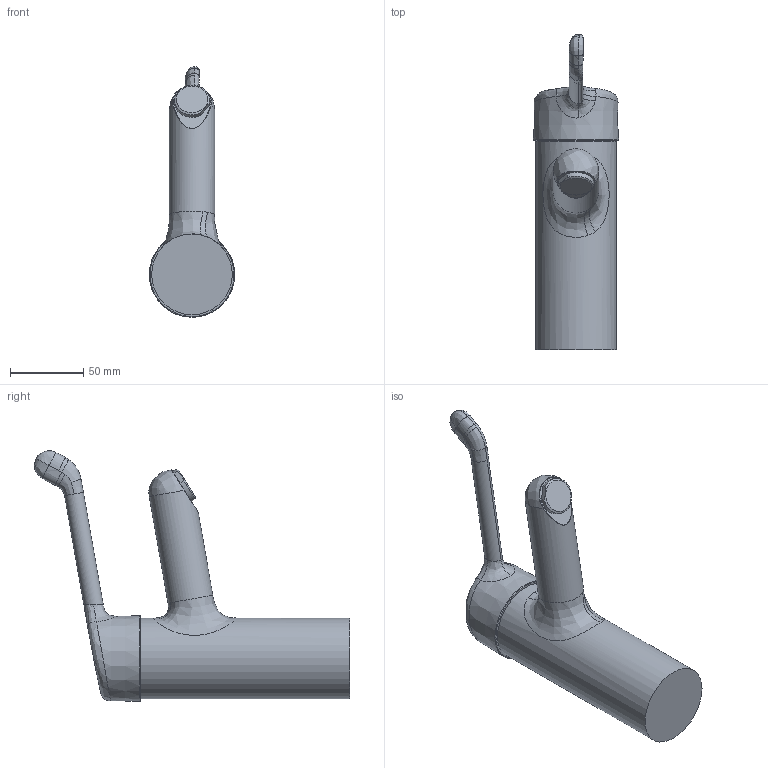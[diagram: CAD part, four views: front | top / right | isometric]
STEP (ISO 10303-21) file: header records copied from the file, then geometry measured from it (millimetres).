
FILE_DESCRIPTION (( 'STEP AP203' ), '1' );
FILE_NAME ('01712192+5510C.STEP', '2017-03-09T05:38:44', ( '' ), ( '' ), 'SwSTEP 2.0', 'SolidWorks 2016', '' );
FILE_SCHEMA (( 'CONFIG_CONTROL_DESIGN' ));
Length unit declared in the file: millimetre
Products named in the file (1): 01712192+5510C
Bounding box: 58.23 x 214.86 x 170.79 mm (x, y, z)
Volume: 510257.5 mm3; surface area: 49825.2 mm2
Topology: 1 solids, 1 shells, 58 faces, 143 edges, 87 vertices
Faces by surface type: bspline 37, plane 10, cylinder 8, cone 3
Full cylindrical faces by diameter (mm): 31 x1, 50.761 x1, 55 x1
Entity records: 8729 total; most frequent: CARTESIAN_POINT 7658, ORIENTED_EDGE 256, EDGE_CURVE 128, DIRECTION 93, B_SPLINE_CURVE_WITH_KNOTS 91, VERTEX_POINT 83, EDGE_LOOP 69, FACE_OUTER_BOUND 62
